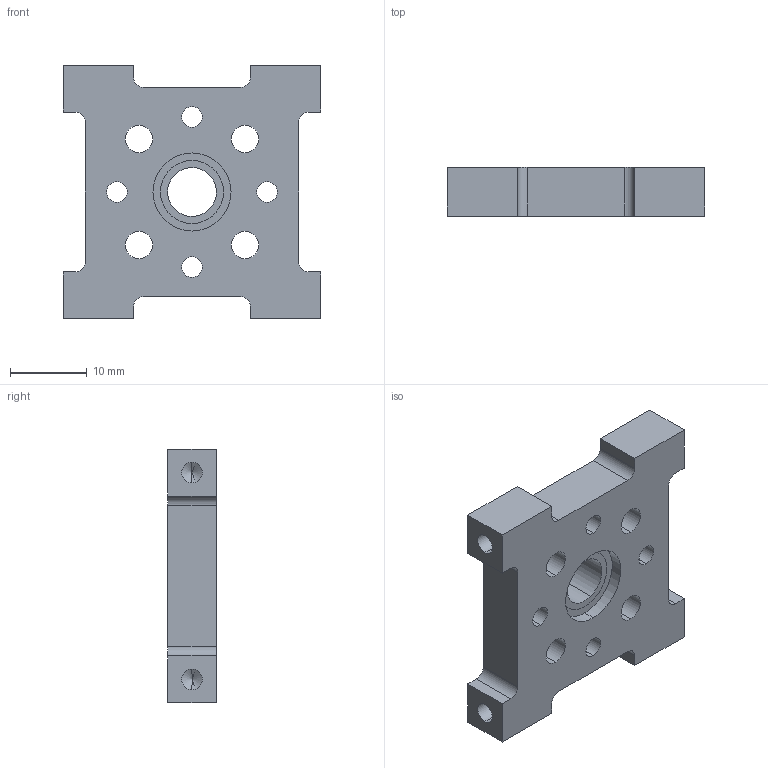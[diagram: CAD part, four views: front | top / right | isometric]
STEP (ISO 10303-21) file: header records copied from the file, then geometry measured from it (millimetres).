
FILE_DESCRIPTION (( 'STEP AP203' ), '1' );
FILE_NAME ('535130 assembly.STEP', '2014-07-08T18:57:49', ( 'Kyle' ), ( 'Microsoft' ), 'SwSTEP 2.0', 'SolidWorks 2014', '' );
FILE_SCHEMA (( 'CONFIG_CONTROL_DESIGN' ));
Length unit declared in the file: inch
Products named in the file (3): 535130; .25 x .50 non flanged bearing; 535130 assembly
Assembly tree (2 placements, depth 2):
  535130 assembly
    535130
    .25 x .50 non flanged bearing
Bounding box: 33.53 x 6.35 x 33.02 mm (x, y, z)
Volume: 4852 mm3; surface area: 3989 mm2
Topology: 2 solids, 2 shells, 85 faces, 220 edges, 140 vertices
Faces by surface type: cylinder 48, plane 29, cone 8
Entity records: 2921 total; most frequent: DIRECTION 488, CARTESIAN_POINT 442, ORIENTED_EDGE 424, EDGE_CURVE 212, AXIS2_PLACEMENT_3D 186, VERTEX_POINT 140, VECTOR 116, LINE 116
